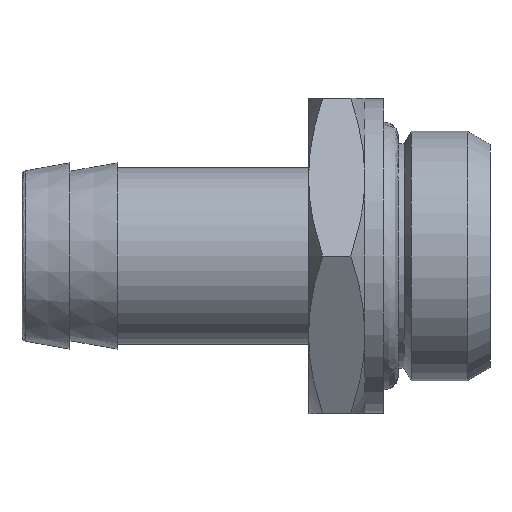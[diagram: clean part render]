
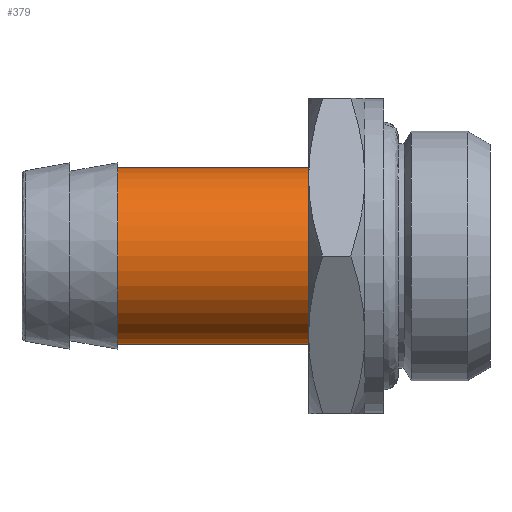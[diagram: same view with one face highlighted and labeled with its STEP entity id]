
A CAD part, left-side view. The second image highlights one B-rep face of the part: STEP entity #379.
In plain terms, the highlighted cylindrical face has radius 9.25 mm (diameter 18.5 mm), a partial arc.
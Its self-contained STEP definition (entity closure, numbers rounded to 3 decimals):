
#45 = DIRECTION ( 'NONE',  ( 0., 1., 0. ) ) ;
#127 = LINE ( 'NONE', #2567, #416 ) ;
#197 = AXIS2_PLACEMENT_3D ( 'NONE', #3151, #45, #1333 ) ;
#205 = VERTEX_POINT ( 'NONE', #647 ) ;
#379 = ADVANCED_FACE ( 'NONE', ( #1680 ), #3232, .T. ) ;
#416 = VECTOR ( 'NONE', #760, 1000. ) ;
#453 = EDGE_CURVE ( 'NONE', #735, #205, #1803, .T. ) ;
#476 = VERTEX_POINT ( 'NONE', #1276 ) ;
#540 = ORIENTED_EDGE ( 'NONE', *, *, #453, .T. ) ;
#599 = DIRECTION ( 'NONE',  ( 0., 1., 0. ) ) ;
#647 = CARTESIAN_POINT ( 'NONE',  ( 0., 19., 9.25 ) ) ;
#735 = VERTEX_POINT ( 'NONE', #2445 ) ;
#750 = EDGE_LOOP ( 'NONE', ( #1654, #822, #1856, #540 ) ) ;
#760 = DIRECTION ( 'NONE',  ( 0., -1., 0. ) ) ;
#822 = ORIENTED_EDGE ( 'NONE', *, *, #1242, .F. ) ;
#889 = DIRECTION ( 'NONE',  ( 0., 0., -1. ) ) ;
#893 = LINE ( 'NONE', #3160, #1789 ) ;
#1242 = EDGE_CURVE ( 'NONE', #2807, #476, #1289, .T. ) ;
#1276 = CARTESIAN_POINT ( 'NONE',  ( 0., 39., 9.25 ) ) ;
#1289 = CIRCLE ( 'NONE', #197, 9.25 ) ;
#1333 = DIRECTION ( 'NONE',  ( 0., 0., -1. ) ) ;
#1654 = ORIENTED_EDGE ( 'NONE', *, *, #3358, .F. ) ;
#1680 = FACE_OUTER_BOUND ( 'NONE', #750, .T. ) ;
#1789 = VECTOR ( 'NONE', #1880, 1000. ) ;
#1803 = CIRCLE ( 'NONE', #2263, 9.25 ) ;
#1856 = ORIENTED_EDGE ( 'NONE', *, *, #2940, .T. ) ;
#1861 = CARTESIAN_POINT ( 'NONE',  ( 0., 19., 0. ) ) ;
#1880 = DIRECTION ( 'NONE',  ( 0., -1., 0. ) ) ;
#2170 = CARTESIAN_POINT ( 'NONE',  ( 0., 0., 0. ) ) ;
#2263 = AXIS2_PLACEMENT_3D ( 'NONE', #1861, #599, #2435 ) ;
#2435 = DIRECTION ( 'NONE',  ( 0., 0., -1. ) ) ;
#2445 = CARTESIAN_POINT ( 'NONE',  ( 0., 19., -9.25 ) ) ;
#2567 = CARTESIAN_POINT ( 'NONE',  ( 0., 0., 9.25 ) ) ;
#2667 = DIRECTION ( 'NONE',  ( 0., -1., 0. ) ) ;
#2807 = VERTEX_POINT ( 'NONE', #3087 ) ;
#2940 = EDGE_CURVE ( 'NONE', #2807, #735, #893, .T. ) ;
#3087 = CARTESIAN_POINT ( 'NONE',  ( 0., 39., -9.25 ) ) ;
#3139 = AXIS2_PLACEMENT_3D ( 'NONE', #2170, #2667, #889 ) ;
#3151 = CARTESIAN_POINT ( 'NONE',  ( 0., 39., 0. ) ) ;
#3160 = CARTESIAN_POINT ( 'NONE',  ( 0., 0., -9.25 ) ) ;
#3232 = CYLINDRICAL_SURFACE ( 'NONE', #3139, 9.25 ) ;
#3358 = EDGE_CURVE ( 'NONE', #476, #205, #127, .T. ) ;
